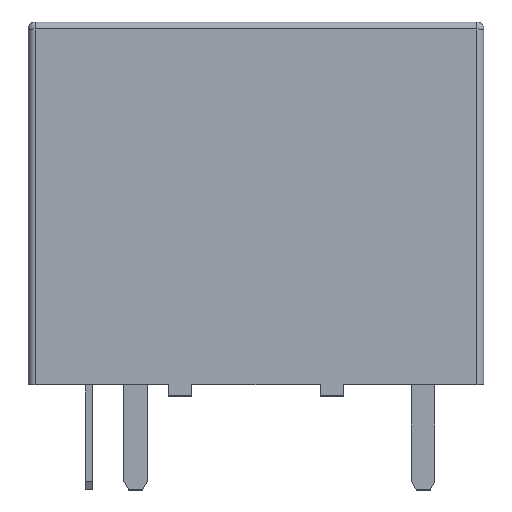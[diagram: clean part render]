
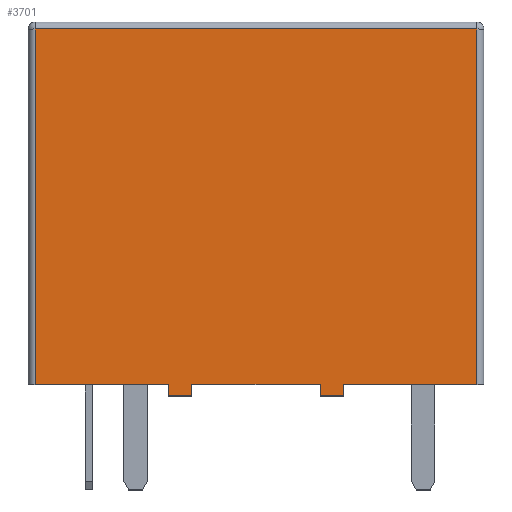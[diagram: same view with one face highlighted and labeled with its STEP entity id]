
A CAD part, top view. The second image highlights one B-rep face of the part: STEP entity #3701.
In plain terms, the highlighted planar face has unit normal (0, 0, 1).
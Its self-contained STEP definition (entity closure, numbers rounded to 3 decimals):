
#33 = CARTESIAN_POINT ( 'NONE',  ( -9.75, -15.5, 7.75 ) ) ;
#43 = ORIENTED_EDGE ( 'NONE', *, *, #1425, .T. ) ;
#45 = CARTESIAN_POINT ( 'NONE',  ( -2.75, -16., 7.75 ) ) ;
#121 = VERTEX_POINT ( 'NONE', #707 ) ;
#160 = LINE ( 'NONE', #3043, #1831 ) ;
#177 = CARTESIAN_POINT ( 'NONE',  ( -3.75, -16., 7.75 ) ) ;
#232 = CARTESIAN_POINT ( 'NONE',  ( 9.45, -15.5, 7.75 ) ) ;
#251 = EDGE_CURVE ( 'NONE', #2144, #3291, #1522, .T. ) ;
#342 = ORIENTED_EDGE ( 'NONE', *, *, #1445, .T. ) ;
#380 = DIRECTION ( 'NONE',  ( -1., 0., 0. ) ) ;
#547 = DIRECTION ( 'NONE',  ( 0., 1., 0. ) ) ;
#561 = CARTESIAN_POINT ( 'NONE',  ( -2.75, -15.5, 7.75 ) ) ;
#614 = VERTEX_POINT ( 'NONE', #2424 ) ;
#626 = EDGE_CURVE ( 'NONE', #3087, #3105, #1714, .T. ) ;
#671 = DIRECTION ( 'NONE',  ( 0., 1., 0. ) ) ;
#707 = CARTESIAN_POINT ( 'NONE',  ( -9.45, -0.3, 7.75 ) ) ;
#720 = VECTOR ( 'NONE', #3703, 1000. ) ;
#752 = CARTESIAN_POINT ( 'NONE',  ( -9.45, -15.5, 7.75 ) ) ;
#762 = CARTESIAN_POINT ( 'NONE',  ( 9.45, -0.3, 7.75 ) ) ;
#766 = CARTESIAN_POINT ( 'NONE',  ( -9.45, -15.5, 7.75 ) ) ;
#839 = EDGE_CURVE ( 'NONE', #3105, #3236, #2295, .T. ) ;
#922 = EDGE_CURVE ( 'NONE', #1222, #3087, #3384, .T. ) ;
#995 = LINE ( 'NONE', #1038, #2896 ) ;
#1006 = ORIENTED_EDGE ( 'NONE', *, *, #3614, .F. ) ;
#1038 = CARTESIAN_POINT ( 'NONE',  ( -9.75, -15.5, 7.75 ) ) ;
#1050 = CARTESIAN_POINT ( 'NONE',  ( -3.75, -16., 7.75 ) ) ;
#1096 = VERTEX_POINT ( 'NONE', #561 ) ;
#1128 = CARTESIAN_POINT ( 'NONE',  ( 3.75, -15.5, 7.75 ) ) ;
#1170 = DIRECTION ( 'NONE',  ( 0., 0., 1. ) ) ;
#1208 = VECTOR ( 'NONE', #1686, 1000. ) ;
#1222 = VERTEX_POINT ( 'NONE', #2730 ) ;
#1295 = DIRECTION ( 'NONE',  ( -1., 0., 0. ) ) ;
#1326 = ORIENTED_EDGE ( 'NONE', *, *, #3046, .F. ) ;
#1329 = VECTOR ( 'NONE', #547, 1000. ) ;
#1330 = CARTESIAN_POINT ( 'NONE',  ( -3.75, -15.5, 7.75 ) ) ;
#1425 = EDGE_CURVE ( 'NONE', #121, #2832, #2269, .T. ) ;
#1445 = EDGE_CURVE ( 'NONE', #2832, #3291, #2366, .T. ) ;
#1475 = VECTOR ( 'NONE', #1295, 1000. ) ;
#1491 = CARTESIAN_POINT ( 'NONE',  ( 2.75, -16., 7.75 ) ) ;
#1496 = EDGE_CURVE ( 'NONE', #1222, #3343, #1992, .T. ) ;
#1522 = LINE ( 'NONE', #177, #720 ) ;
#1562 = VECTOR ( 'NONE', #3121, 1000. ) ;
#1604 = CARTESIAN_POINT ( 'NONE',  ( 3.75, -16., 7.75 ) ) ;
#1643 = DIRECTION ( 'NONE',  ( 0., -1., 0. ) ) ;
#1686 = DIRECTION ( 'NONE',  ( -1., 0., 0. ) ) ;
#1714 = LINE ( 'NONE', #33, #3317 ) ;
#1831 = VECTOR ( 'NONE', #380, 1000. ) ;
#1849 = VECTOR ( 'NONE', #1643, 1000. ) ;
#1865 = EDGE_CURVE ( 'NONE', #3236, #121, #3827, .T. ) ;
#1925 = LINE ( 'NONE', #45, #3678 ) ;
#1992 = LINE ( 'NONE', #3163, #1208 ) ;
#2144 = VERTEX_POINT ( 'NONE', #1050 ) ;
#2237 = VECTOR ( 'NONE', #3412, 1000. ) ;
#2269 = LINE ( 'NONE', #752, #1849 ) ;
#2295 = LINE ( 'NONE', #3397, #3717 ) ;
#2298 = ORIENTED_EDGE ( 'NONE', *, *, #1496, .F. ) ;
#2331 = PLANE ( 'NONE',  #2784 ) ;
#2366 = LINE ( 'NONE', #2547, #1562 ) ;
#2423 = ORIENTED_EDGE ( 'NONE', *, *, #839, .T. ) ;
#2424 = CARTESIAN_POINT ( 'NONE',  ( 2.75, -15.5, 7.75 ) ) ;
#2436 = ORIENTED_EDGE ( 'NONE', *, *, #251, .F. ) ;
#2469 = ORIENTED_EDGE ( 'NONE', *, *, #3794, .T. ) ;
#2486 = CARTESIAN_POINT ( 'NONE',  ( -9.75, -0.3, 7.75 ) ) ;
#2547 = CARTESIAN_POINT ( 'NONE',  ( -9.75, -15.5, 7.75 ) ) ;
#2589 = LINE ( 'NONE', #1491, #1329 ) ;
#2636 = EDGE_LOOP ( 'NONE', ( #3117, #43, #342, #2436, #1006, #3664, #2469, #1326, #2298, #3579, #3392, #2423 ) ) ;
#2730 = CARTESIAN_POINT ( 'NONE',  ( 3.75, -16., 7.75 ) ) ;
#2784 = AXIS2_PLACEMENT_3D ( 'NONE', #2917, #1170, #3826 ) ;
#2809 = FACE_OUTER_BOUND ( 'NONE', #2636, .T. ) ;
#2832 = VERTEX_POINT ( 'NONE', #766 ) ;
#2896 = VECTOR ( 'NONE', #3402, 1000. ) ;
#2917 = CARTESIAN_POINT ( 'NONE',  ( -9.75, -15.5, 7.75 ) ) ;
#3043 = CARTESIAN_POINT ( 'NONE',  ( -2.75, -16., 7.75 ) ) ;
#3046 = EDGE_CURVE ( 'NONE', #3343, #614, #2589, .T. ) ;
#3087 = VERTEX_POINT ( 'NONE', #1128 ) ;
#3105 = VERTEX_POINT ( 'NONE', #232 ) ;
#3117 = ORIENTED_EDGE ( 'NONE', *, *, #1865, .T. ) ;
#3121 = DIRECTION ( 'NONE',  ( 1., 0., 0. ) ) ;
#3163 = CARTESIAN_POINT ( 'NONE',  ( 2.75, -16., 7.75 ) ) ;
#3236 = VERTEX_POINT ( 'NONE', #762 ) ;
#3291 = VERTEX_POINT ( 'NONE', #1330 ) ;
#3317 = VECTOR ( 'NONE', #3565, 1000. ) ;
#3343 = VERTEX_POINT ( 'NONE', #3460 ) ;
#3384 = LINE ( 'NONE', #1604, #2237 ) ;
#3392 = ORIENTED_EDGE ( 'NONE', *, *, #626, .T. ) ;
#3397 = CARTESIAN_POINT ( 'NONE',  ( 9.45, -15.5, 7.75 ) ) ;
#3402 = DIRECTION ( 'NONE',  ( 1., 0., 0. ) ) ;
#3412 = DIRECTION ( 'NONE',  ( 0., 1., 0. ) ) ;
#3460 = CARTESIAN_POINT ( 'NONE',  ( 2.75, -16., 7.75 ) ) ;
#3565 = DIRECTION ( 'NONE',  ( 1., 0., 0. ) ) ;
#3579 = ORIENTED_EDGE ( 'NONE', *, *, #922, .T. ) ;
#3580 = CARTESIAN_POINT ( 'NONE',  ( -2.75, -16., 7.75 ) ) ;
#3587 = VERTEX_POINT ( 'NONE', #3580 ) ;
#3595 = EDGE_CURVE ( 'NONE', #3587, #1096, #1925, .T. ) ;
#3614 = EDGE_CURVE ( 'NONE', #3587, #2144, #160, .T. ) ;
#3664 = ORIENTED_EDGE ( 'NONE', *, *, #3595, .T. ) ;
#3678 = VECTOR ( 'NONE', #671, 1000. ) ;
#3701 = ADVANCED_FACE ( 'NONE', ( #2809 ), #2331, .T. ) ;
#3703 = DIRECTION ( 'NONE',  ( 0., 1., 0. ) ) ;
#3717 = VECTOR ( 'NONE', #3726, 1000. ) ;
#3726 = DIRECTION ( 'NONE',  ( 0., 1., 0. ) ) ;
#3794 = EDGE_CURVE ( 'NONE', #1096, #614, #995, .T. ) ;
#3826 = DIRECTION ( 'NONE',  ( 1., 0., 0. ) ) ;
#3827 = LINE ( 'NONE', #2486, #1475 ) ;
